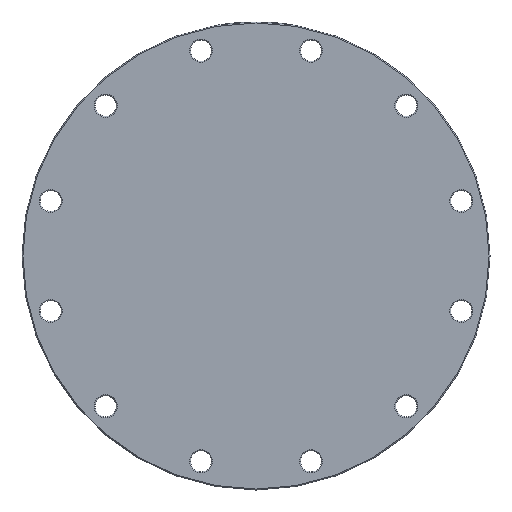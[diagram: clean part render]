
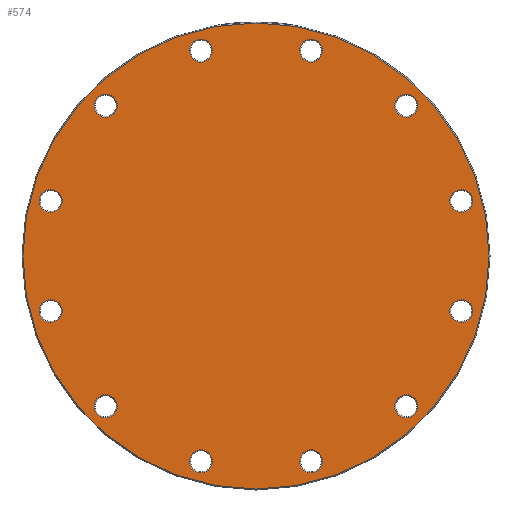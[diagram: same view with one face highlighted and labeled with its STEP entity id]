
A CAD part, left-side view. The second image highlights one B-rep face of the part: STEP entity #574.
In plain terms, the highlighted planar face has unit normal (-1, 0, 0).
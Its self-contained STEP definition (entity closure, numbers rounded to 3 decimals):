
#7 = CARTESIAN_POINT ( 'NONE',  ( 0., 0., -244. ) ) ;
#55 = EDGE_LOOP ( 'NONE', ( #6139 ) ) ;
#62 = ORIENTED_EDGE ( 'NONE', *, *, #4214, .T. ) ;
#71 = ORIENTED_EDGE ( 'NONE', *, *, #4302, .T. ) ;
#90 = CARTESIAN_POINT ( 'NONE',  ( 0., 157.331, -157.331 ) ) ;
#100 = CIRCLE ( 'NONE', #546, 12. ) ;
#147 = CARTESIAN_POINT ( 'NONE',  ( 0., -57.587, 202.918 ) ) ;
#218 = AXIS2_PLACEMENT_3D ( 'NONE', #5771, #4059, #6828 ) ;
#238 = DIRECTION ( 'NONE',  ( 1., 0., 0. ) ) ;
#270 = DIRECTION ( 'NONE',  ( 0., 0., -1. ) ) ;
#351 = FACE_BOUND ( 'NONE', #4248, .T. ) ;
#409 = ORIENTED_EDGE ( 'NONE', *, *, #6316, .T. ) ;
#530 = EDGE_CURVE ( 'NONE', #4843, #4843, #2296, .T. ) ;
#546 = AXIS2_PLACEMENT_3D ( 'NONE', #3940, #4500, #6089 ) ;
#574 = ADVANCED_FACE ( 'NONE', ( #2494, #1863, #3571, #1902, #3473, #832, #6237, #351, #2462, #866, #1936, #797, #4063 ), #5713, .F. ) ;
#601 = EDGE_LOOP ( 'NONE', ( #2210 ) ) ;
#655 = DIRECTION ( 'NONE',  ( 0., 0., -1. ) ) ;
#755 = DIRECTION ( 'NONE',  ( 1., 0., 0. ) ) ;
#797 = FACE_OUTER_BOUND ( 'NONE', #3713, .T. ) ;
#832 = FACE_BOUND ( 'NONE', #1870, .T. ) ;
#866 = FACE_BOUND ( 'NONE', #4922, .T. ) ;
#1134 = CIRCLE ( 'NONE', #5137, 12. ) ;
#1151 = DIRECTION ( 'NONE',  ( 0., 0., -1. ) ) ;
#1175 = DIRECTION ( 'NONE',  ( 0., 0., -1. ) ) ;
#1219 = CARTESIAN_POINT ( 'NONE',  ( 0., -214.918, 57.587 ) ) ;
#1224 = CIRCLE ( 'NONE', #2993, 244. ) ;
#1241 = DIRECTION ( 'NONE',  ( 0., 0., -1. ) ) ;
#1248 = EDGE_LOOP ( 'NONE', ( #6764 ) ) ;
#1255 = VERTEX_POINT ( 'NONE', #2361 ) ;
#1261 = CARTESIAN_POINT ( 'NONE',  ( 0., 157.331, 157.331 ) ) ;
#1286 = CARTESIAN_POINT ( 'NONE',  ( 0., 157.331, 145.331 ) ) ;
#1358 = VERTEX_POINT ( 'NONE', #3333 ) ;
#1379 = CARTESIAN_POINT ( 'NONE',  ( 0., -57.587, 214.918 ) ) ;
#1390 = DIRECTION ( 'NONE',  ( 0., 0., -1. ) ) ;
#1498 = DIRECTION ( 'NONE',  ( -1., 0., 0. ) ) ;
#1511 = DIRECTION ( 'NONE',  ( 0., 0., -1. ) ) ;
#1631 = VERTEX_POINT ( 'NONE', #147 ) ;
#1645 = CIRCLE ( 'NONE', #3087, 12. ) ;
#1755 = EDGE_CURVE ( 'NONE', #4312, #4312, #1224, .T. ) ;
#1787 = DIRECTION ( 'NONE',  ( 1., 0., 0. ) ) ;
#1803 = CIRCLE ( 'NONE', #1910, 12. ) ;
#1834 = CARTESIAN_POINT ( 'NONE',  ( 0., -157.331, 145.331 ) ) ;
#1863 = FACE_BOUND ( 'NONE', #55, .T. ) ;
#1870 = EDGE_LOOP ( 'NONE', ( #6503 ) ) ;
#1902 = FACE_BOUND ( 'NONE', #2870, .T. ) ;
#1910 = AXIS2_PLACEMENT_3D ( 'NONE', #3852, #6553, #1175 ) ;
#1929 = EDGE_LOOP ( 'NONE', ( #5127 ) ) ;
#1936 = FACE_BOUND ( 'NONE', #1929, .T. ) ;
#2087 = AXIS2_PLACEMENT_3D ( 'NONE', #4701, #5792, #4420 ) ;
#2210 = ORIENTED_EDGE ( 'NONE', *, *, #6323, .T. ) ;
#2296 = CIRCLE ( 'NONE', #4635, 12. ) ;
#2312 = CIRCLE ( 'NONE', #218, 12. ) ;
#2324 = VERTEX_POINT ( 'NONE', #5052 ) ;
#2356 = DIRECTION ( 'NONE',  ( 0., 0., -1. ) ) ;
#2361 = CARTESIAN_POINT ( 'NONE',  ( 0., 57.587, -226.918 ) ) ;
#2438 = EDGE_LOOP ( 'NONE', ( #6002 ) ) ;
#2462 = FACE_BOUND ( 'NONE', #6701, .T. ) ;
#2494 = FACE_BOUND ( 'NONE', #1248, .T. ) ;
#2527 = DIRECTION ( 'NONE',  ( 1., 0., 0. ) ) ;
#2555 = EDGE_CURVE ( 'NONE', #1631, #1631, #5918, .T. ) ;
#2745 = AXIS2_PLACEMENT_3D ( 'NONE', #90, #5778, #1511 ) ;
#2809 = VERTEX_POINT ( 'NONE', #2845 ) ;
#2845 = CARTESIAN_POINT ( 'NONE',  ( 0., -214.918, -69.587 ) ) ;
#2864 = CIRCLE ( 'NONE', #2745, 12. ) ;
#2870 = EDGE_LOOP ( 'NONE', ( #6369 ) ) ;
#2877 = CARTESIAN_POINT ( 'NONE',  ( 0., -214.918, 45.587 ) ) ;
#2993 = AXIS2_PLACEMENT_3D ( 'NONE', #5199, #1498, #5837 ) ;
#3087 = AXIS2_PLACEMENT_3D ( 'NONE', #5033, #1787, #270 ) ;
#3210 = EDGE_LOOP ( 'NONE', ( #3952 ) ) ;
#3333 = CARTESIAN_POINT ( 'NONE',  ( 0., -57.587, -226.918 ) ) ;
#3336 = DIRECTION ( 'NONE',  ( 1., 0., 0. ) ) ;
#3427 = CIRCLE ( 'NONE', #4319, 12. ) ;
#3440 = VERTEX_POINT ( 'NONE', #1286 ) ;
#3446 = CARTESIAN_POINT ( 'NONE',  ( 0., -57.587, -214.918 ) ) ;
#3473 = FACE_BOUND ( 'NONE', #601, .T. ) ;
#3475 = ORIENTED_EDGE ( 'NONE', *, *, #1755, .T. ) ;
#3544 = EDGE_CURVE ( 'NONE', #6530, #6530, #1645, .T. ) ;
#3571 = FACE_BOUND ( 'NONE', #2438, .T. ) ;
#3579 = CIRCLE ( 'NONE', #4583, 12. ) ;
#3713 = EDGE_LOOP ( 'NONE', ( #3475 ) ) ;
#3794 = CARTESIAN_POINT ( 'NONE',  ( 0., 214.918, 45.587 ) ) ;
#3823 = DIRECTION ( 'NONE',  ( 1., 0., 0. ) ) ;
#3852 = CARTESIAN_POINT ( 'NONE',  ( 0., 57.587, -214.918 ) ) ;
#3903 = DIRECTION ( 'NONE',  ( 0., 0., -1. ) ) ;
#3919 = EDGE_CURVE ( 'NONE', #2324, #2324, #6016, .T. ) ;
#3928 = CARTESIAN_POINT ( 'NONE',  ( 0., 214.918, -69.587 ) ) ;
#3940 = CARTESIAN_POINT ( 'NONE',  ( 0., 214.918, -57.587 ) ) ;
#3952 = ORIENTED_EDGE ( 'NONE', *, *, #4825, .T. ) ;
#3959 = VERTEX_POINT ( 'NONE', #2877 ) ;
#4000 = EDGE_LOOP ( 'NONE', ( #71 ) ) ;
#4058 = EDGE_CURVE ( 'NONE', #3959, #3959, #3427, .T. ) ;
#4059 = DIRECTION ( 'NONE',  ( 1., 0., 0. ) ) ;
#4063 = FACE_BOUND ( 'NONE', #4000, .T. ) ;
#4214 = EDGE_CURVE ( 'NONE', #4519, #4519, #2864, .T. ) ;
#4248 = EDGE_LOOP ( 'NONE', ( #6468 ) ) ;
#4302 = EDGE_CURVE ( 'NONE', #6110, #6110, #100, .T. ) ;
#4310 = DIRECTION ( 'NONE',  ( 1., 0., 0. ) ) ;
#4312 = VERTEX_POINT ( 'NONE', #7 ) ;
#4319 = AXIS2_PLACEMENT_3D ( 'NONE', #1219, #4310, #1151 ) ;
#4420 = DIRECTION ( 'NONE',  ( 0., 0., -1. ) ) ;
#4455 = AXIS2_PLACEMENT_3D ( 'NONE', #1379, #755, #1241 ) ;
#4488 = VERTEX_POINT ( 'NONE', #1834 ) ;
#4500 = DIRECTION ( 'NONE',  ( 1., 0., 0. ) ) ;
#4519 = VERTEX_POINT ( 'NONE', #5085 ) ;
#4521 = EDGE_CURVE ( 'NONE', #3440, #3440, #6568, .T. ) ;
#4583 = AXIS2_PLACEMENT_3D ( 'NONE', #5038, #238, #655 ) ;
#4635 = AXIS2_PLACEMENT_3D ( 'NONE', #5505, #3823, #2356 ) ;
#4701 = CARTESIAN_POINT ( 'NONE',  ( 0., -157.331, -157.331 ) ) ;
#4825 = EDGE_CURVE ( 'NONE', #2809, #2809, #2312, .T. ) ;
#4843 = VERTEX_POINT ( 'NONE', #5938 ) ;
#4922 = EDGE_LOOP ( 'NONE', ( #409 ) ) ;
#5033 = CARTESIAN_POINT ( 'NONE',  ( 0., 214.918, 57.587 ) ) ;
#5038 = CARTESIAN_POINT ( 'NONE',  ( 0., -157.331, 157.331 ) ) ;
#5052 = CARTESIAN_POINT ( 'NONE',  ( 0., -157.331, -169.331 ) ) ;
#5085 = CARTESIAN_POINT ( 'NONE',  ( 0., 157.331, -169.331 ) ) ;
#5127 = ORIENTED_EDGE ( 'NONE', *, *, #5684, .T. ) ;
#5137 = AXIS2_PLACEMENT_3D ( 'NONE', #3446, #3336, #5513 ) ;
#5147 = CARTESIAN_POINT ( 'NONE',  ( 0., 0., 0. ) ) ;
#5199 = CARTESIAN_POINT ( 'NONE',  ( 0., 0., 0. ) ) ;
#5446 = DIRECTION ( 'NONE',  ( 1., 0., 0. ) ) ;
#5505 = CARTESIAN_POINT ( 'NONE',  ( 0., 57.587, 214.918 ) ) ;
#5513 = DIRECTION ( 'NONE',  ( 0., 0., -1. ) ) ;
#5545 = AXIS2_PLACEMENT_3D ( 'NONE', #5147, #2527, #1390 ) ;
#5684 = EDGE_CURVE ( 'NONE', #1358, #1358, #1134, .T. ) ;
#5713 = PLANE ( 'NONE',  #5545 ) ;
#5769 = AXIS2_PLACEMENT_3D ( 'NONE', #1261, #5446, #3903 ) ;
#5771 = CARTESIAN_POINT ( 'NONE',  ( 0., -214.918, -57.587 ) ) ;
#5778 = DIRECTION ( 'NONE',  ( 1., 0., 0. ) ) ;
#5792 = DIRECTION ( 'NONE',  ( 1., 0., 0. ) ) ;
#5837 = DIRECTION ( 'NONE',  ( 0., 0., -1. ) ) ;
#5918 = CIRCLE ( 'NONE', #4455, 12. ) ;
#5938 = CARTESIAN_POINT ( 'NONE',  ( 0., 57.587, 202.918 ) ) ;
#6002 = ORIENTED_EDGE ( 'NONE', *, *, #530, .T. ) ;
#6016 = CIRCLE ( 'NONE', #2087, 12. ) ;
#6089 = DIRECTION ( 'NONE',  ( 0., 0., -1. ) ) ;
#6110 = VERTEX_POINT ( 'NONE', #3928 ) ;
#6139 = ORIENTED_EDGE ( 'NONE', *, *, #4521, .T. ) ;
#6237 = FACE_BOUND ( 'NONE', #3210, .T. ) ;
#6316 = EDGE_CURVE ( 'NONE', #1255, #1255, #1803, .T. ) ;
#6323 = EDGE_CURVE ( 'NONE', #4488, #4488, #3579, .T. ) ;
#6369 = ORIENTED_EDGE ( 'NONE', *, *, #2555, .T. ) ;
#6468 = ORIENTED_EDGE ( 'NONE', *, *, #3919, .T. ) ;
#6503 = ORIENTED_EDGE ( 'NONE', *, *, #4058, .T. ) ;
#6530 = VERTEX_POINT ( 'NONE', #3794 ) ;
#6553 = DIRECTION ( 'NONE',  ( 1., 0., 0. ) ) ;
#6568 = CIRCLE ( 'NONE', #5769, 12. ) ;
#6701 = EDGE_LOOP ( 'NONE', ( #62 ) ) ;
#6764 = ORIENTED_EDGE ( 'NONE', *, *, #3544, .T. ) ;
#6828 = DIRECTION ( 'NONE',  ( 0., 0., -1. ) ) ;
